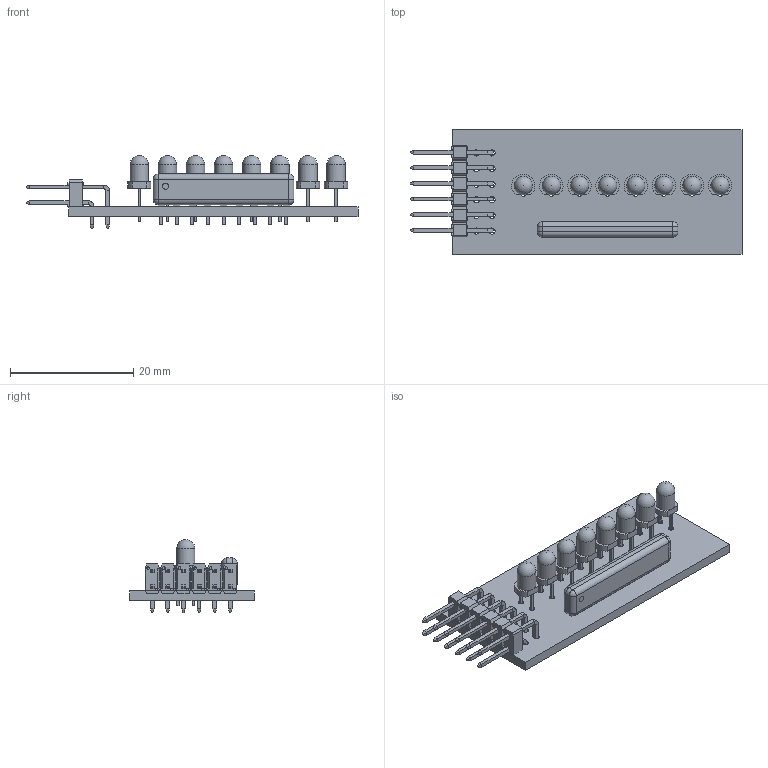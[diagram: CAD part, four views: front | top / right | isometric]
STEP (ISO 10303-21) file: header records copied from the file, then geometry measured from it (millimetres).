
FILE_DESCRIPTION(('KiCad electronic assembly'),'2;1');
FILE_NAME('LED_Pmod.step','2021-03-07T13:48:01',('An Author'),( 'A Company'),'Open CASCADE STEP processor 6.9', 'KiCad to STEP converter','Unknown');
FILE_SCHEMA(('AUTOMOTIVE_DESIGN { 1 0 10303 214 1 1 1 1 }'));
Length unit declared in the file: millimetre
Products named in the file (8): Open CASCADE STEP translator 6.9 1; 77317-412-12LFc; SOLID; R_Array_SIP9; LED_D3.0mm; COMPOUND
Assembly tree (14 placements, depth 3):
  Open CASCADE STEP translator 6.9 1
    77317-412-12LFc
      SOLID
    R_Array_SIP9
      SOLID
    LED_D3.0mm  x8
      SOLID
    COMPOUND
Bounding box: 53.98 x 20.32 x 11.87 mm (x, y, z)
Volume: 2282.7 mm3; surface area: 4041.6 mm2
Topology: 11 solids, 11 shells, 797 faces, 1876 edges, 1152 vertices
Faces by surface type: plane 643, cylinder 138, sphere 16
Full cylindrical faces by diameter (mm): 0.8 x9, 0.9 x16, 1 x13, 3 x8
Entity records: 42230 total; most frequent: CARTESIAN_POINT 7859, DIRECTION 6315, LINE 4328, VECTOR 4328, ORIENTED_EDGE 3220, PCURVE 3220, DEFINITIONAL_REPRESENTATION 3220, EDGE_CURVE 1610
